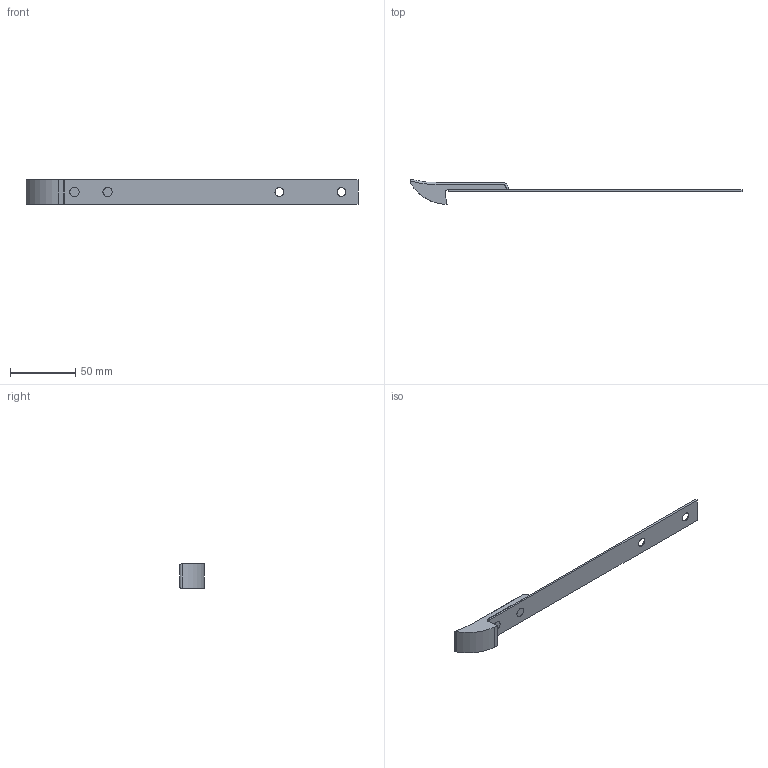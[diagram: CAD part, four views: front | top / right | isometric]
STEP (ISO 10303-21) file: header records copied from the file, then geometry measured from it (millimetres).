
FILE_DESCRIPTION((''),'2;1');
FILE_NAME('5697-C.stp','2013-01-18T13:12:12',('fredp'),(''),'Autodesk Inventor 2013','Autodesk Inventor 2013','');
FILE_SCHEMA(('AUTOMOTIVE_DESIGN { 1 0 10303 214 1 1 1 1 }'));
Length unit declared in the file: inch
Products named in the file (1): 5697-C
Bounding box: 254.65 x 19.05 x 19.05 mm (x, y, z)
Volume: 17886.3 mm3; surface area: 14165.4 mm2
Topology: 4 solids, 4 shells, 48 faces, 104 edges, 64 vertices
Faces by surface type: plane 21, cone 14, cylinder 13
Full cylindrical faces by diameter (mm): 4.635 x2, 5.156 x2, 5.334 x2, 6.731 x2
Entity records: 1327 total; most frequent: DIRECTION 222, CARTESIAN_POINT 221, ORIENTED_EDGE 172, AXIS2_PLACEMENT_3D 89, EDGE_CURVE 86, EDGE_LOOP 78, VERTEX_POINT 64, FACE_OUTER_BOUND 48
